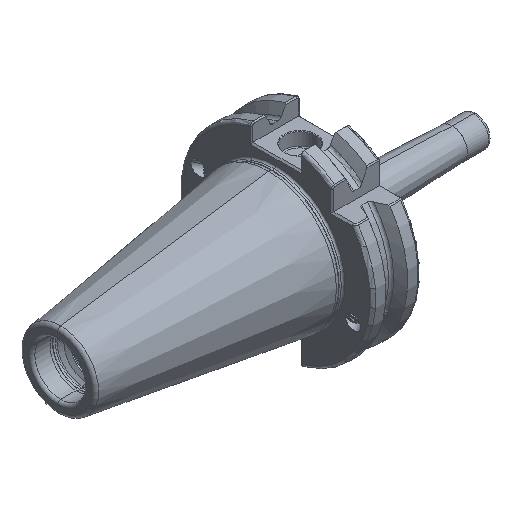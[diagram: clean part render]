
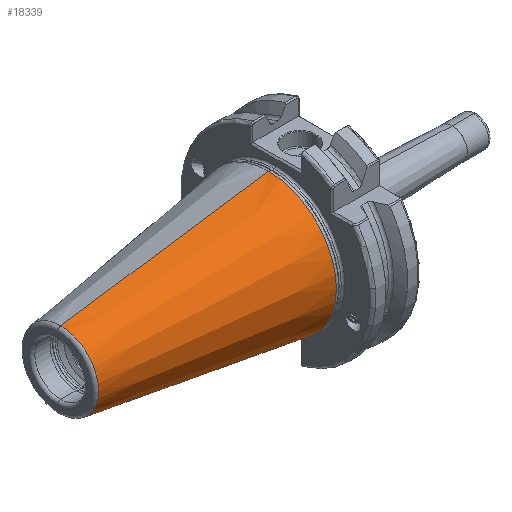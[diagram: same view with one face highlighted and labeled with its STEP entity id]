
A CAD part, isometric view. The second image highlights one B-rep face of the part: STEP entity #18339.
In plain terms, the highlighted conical face has half-angle 8.297 degrees and reference radius 22.692 mm.
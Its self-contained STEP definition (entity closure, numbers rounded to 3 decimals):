
#95 = EDGE_LOOP ( 'NONE', ( #10629, #10631, #10628, #10635 ) ) ;
#3023 = EDGE_CURVE ( 'NONE', #4084, #4085, #16617, .T. ) ;
#3024 = EDGE_CURVE ( 'NONE', #3972, #3971, #16618, .T. ) ;
#3971 = VERTEX_POINT ( 'NONE', #15681 ) ;
#3972 = VERTEX_POINT ( 'NONE', #15682 ) ;
#4084 = VERTEX_POINT ( 'NONE', #15693 ) ;
#4085 = VERTEX_POINT ( 'NONE', #15694 ) ;
#4670 = LINE ( 'NONE', #4671, #17747 ) ;
#4671 = CARTESIAN_POINT ( 'NONE',  ( 0., 0., -22.692 ) ) ;
#4672 = DIRECTION ( 'NONE',  ( 0.99, 0., -0.144 ) ) ;
#4673 = LINE ( 'NONE', #4674, #17742 ) ;
#4674 = CARTESIAN_POINT ( 'NONE',  ( 0., 0., 22.692 ) ) ;
#4675 = DIRECTION ( 'NONE',  ( 0.99, 0., 0.144 ) ) ;
#5718 = CARTESIAN_POINT ( 'NONE',  ( -70.573, 0., 0. ) ) ;
#5719 = DIRECTION ( 'NONE',  ( 1., 0., 0. ) ) ;
#5720 = DIRECTION ( 'NONE',  ( 0., 0., 1. ) ) ;
#5721 = CARTESIAN_POINT ( 'NONE',  ( -2.5, 0., 0. ) ) ;
#5722 = DIRECTION ( 'NONE',  ( 1., 0., 0. ) ) ;
#5723 = DIRECTION ( 'NONE',  ( 0., 0., -1. ) ) ;
#9869 = FACE_OUTER_BOUND ( 'NONE', #95, .T. ) ;
#9873 = AXIS2_PLACEMENT_3D ( 'NONE', #13308, #13309, #13310 ) ;
#10628 = ORIENTED_EDGE ( 'NONE', *, *, #12316, .T. ) ;
#10629 = ORIENTED_EDGE ( 'NONE', *, *, #12317, .F. ) ;
#10631 = ORIENTED_EDGE ( 'NONE', *, *, #3023, .T. ) ;
#10635 = ORIENTED_EDGE ( 'NONE', *, *, #3024, .F. ) ;
#12316 = EDGE_CURVE ( 'NONE', #4085, #3971, #4670, .T. ) ;
#12317 = EDGE_CURVE ( 'NONE', #4084, #3972, #4673, .T. ) ;
#13308 = CARTESIAN_POINT ( 'NONE',  ( 0., 0., 0. ) ) ;
#13309 = DIRECTION ( 'NONE',  ( 1., 0., 0. ) ) ;
#13310 = DIRECTION ( 'NONE',  ( 0., 0., -1. ) ) ;
#15681 = CARTESIAN_POINT ( 'NONE',  ( -2.5, 0., -22.327 ) ) ;
#15682 = CARTESIAN_POINT ( 'NONE',  ( -2.5, 0., 22.327 ) ) ;
#15693 = CARTESIAN_POINT ( 'NONE',  ( -70.573, 0., 12.4 ) ) ;
#15694 = CARTESIAN_POINT ( 'NONE',  ( -70.573, 0., -12.4 ) ) ;
#15774 = AXIS2_PLACEMENT_3D ( 'NONE', #5721, #5722, #5723 ) ;
#15776 = AXIS2_PLACEMENT_3D ( 'NONE', #5718, #5719, #5720 ) ;
#16617 = CIRCLE ( 'NONE', #15776, 12.4 ) ;
#16618 = CIRCLE ( 'NONE', #15774, 22.327 ) ;
#16800 = CONICAL_SURFACE ( 'NONE', #9873, 22.692, 0.145 ) ;
#17742 = VECTOR ( 'NONE', #4675, 1000. ) ;
#17747 = VECTOR ( 'NONE', #4672, 1000. ) ;
#18339 = ADVANCED_FACE ( 'NONE', ( #9869 ), #16800, .T. ) ;
